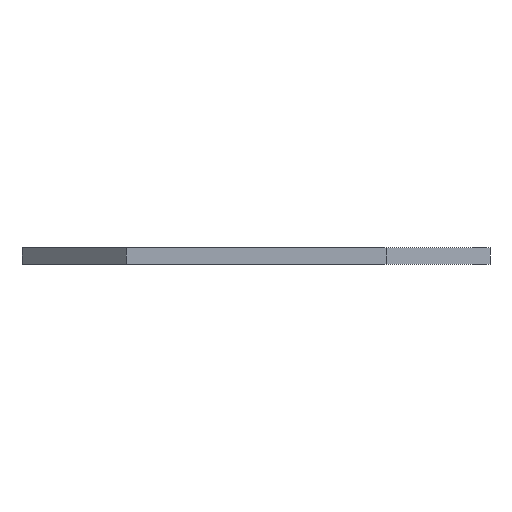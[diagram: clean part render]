
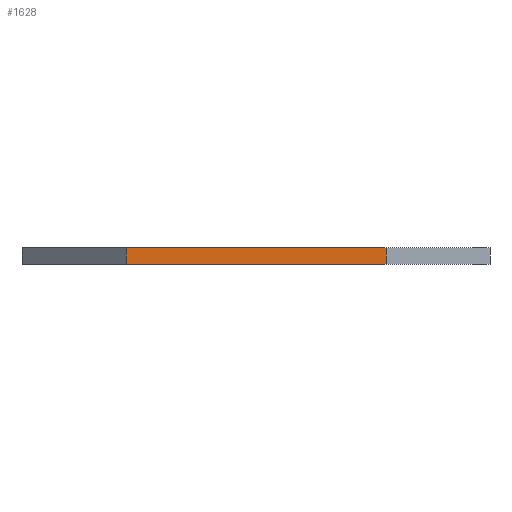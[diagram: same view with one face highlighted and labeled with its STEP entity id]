
A CAD part, front view. The second image highlights one B-rep face of the part: STEP entity #1628.
In plain terms, the highlighted planar face has unit normal (0, -1, 0).
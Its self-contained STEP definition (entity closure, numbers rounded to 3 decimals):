
#254=FACE_OUTER_BOUND('',#360,.T.);
#360=EDGE_LOOP('',(#1411,#1412,#1413,#1414));
#506=LINE('',#2659,#648);
#525=LINE('',#2696,#667);
#526=LINE('',#2699,#668);
#527=LINE('',#2700,#669);
#648=VECTOR('',#2204,10.);
#667=VECTOR('',#2235,10.);
#668=VECTOR('',#2238,10.);
#669=VECTOR('',#2239,10.);
#822=VERTEX_POINT('',#2656);
#823=VERTEX_POINT('',#2658);
#835=VERTEX_POINT('',#2694);
#836=VERTEX_POINT('',#2698);
#1034=EDGE_CURVE('',#822,#823,#506,.T.);
#1053=EDGE_CURVE('',#822,#835,#525,.T.);
#1054=EDGE_CURVE('',#836,#835,#526,.T.);
#1055=EDGE_CURVE('',#823,#836,#527,.T.);
#1411=ORIENTED_EDGE('',*,*,#1053,.T.);
#1412=ORIENTED_EDGE('',*,*,#1054,.F.);
#1413=ORIENTED_EDGE('',*,*,#1055,.F.);
#1414=ORIENTED_EDGE('',*,*,#1034,.F.);
#1556=PLANE('',#1804);
#1628=ADVANCED_FACE('',(#254),#1556,.T.);
#1804=AXIS2_PLACEMENT_3D('',#2697,#2236,#2237);
#2204=DIRECTION('',(-1.,0.,0.));
#2235=DIRECTION('',(0.,0.,1.));
#2236=DIRECTION('center_axis',(0.,-1.,0.));
#2237=DIRECTION('ref_axis',(1.,0.,0.));
#2238=DIRECTION('',(1.,0.,0.));
#2239=DIRECTION('',(0.,0.,1.));
#2656=CARTESIAN_POINT('',(100.,-440.,-6.275));
#2658=CARTESIAN_POINT('',(-100.,-440.,-6.275));
#2659=CARTESIAN_POINT('',(-100.,-440.,-6.275));
#2694=CARTESIAN_POINT('',(100.,-440.,6.275));
#2696=CARTESIAN_POINT('',(100.,-440.,0.));
#2697=CARTESIAN_POINT('Origin',(-100.,-440.,0.));
#2698=CARTESIAN_POINT('',(-100.,-440.,6.275));
#2699=CARTESIAN_POINT('',(-100.,-440.,6.275));
#2700=CARTESIAN_POINT('',(-100.,-440.,0.));
